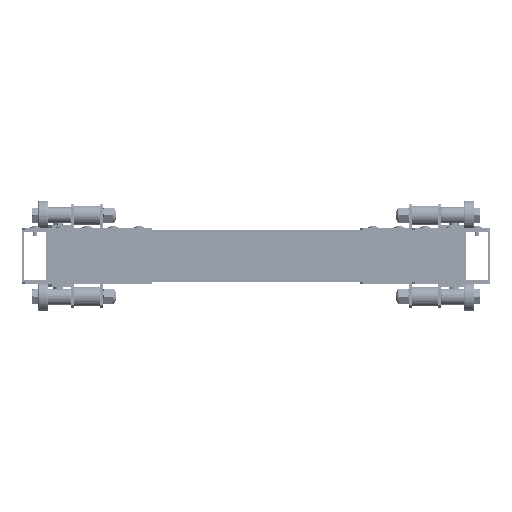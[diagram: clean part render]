
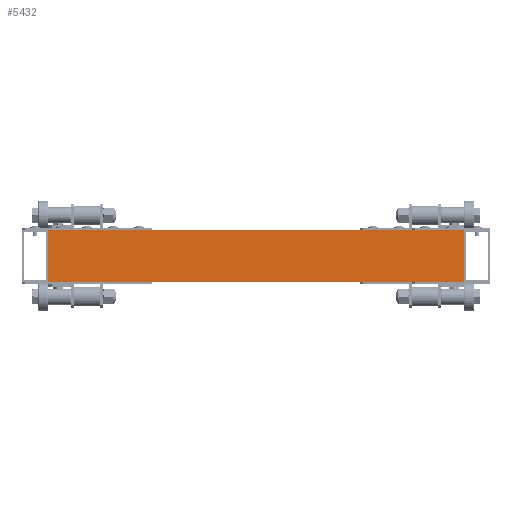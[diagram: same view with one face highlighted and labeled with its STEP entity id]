
A CAD part, front view. The second image highlights one B-rep face of the part: STEP entity #5432.
In plain terms, the highlighted face is planar.
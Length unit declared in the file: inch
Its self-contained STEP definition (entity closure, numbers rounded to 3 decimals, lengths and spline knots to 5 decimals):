
#93 = VECTOR ( 'NONE', #12793, 39.37008 ) ;
#1471 = CARTESIAN_POINT ( 'NONE',  ( 0., 16., 0. ) ) ;
#2103 = DIRECTION ( 'NONE',  ( -1., 0., 0. ) ) ;
#2136 = VECTOR ( 'NONE', #3639, 39.37008 ) ;
#2350 = VERTEX_POINT ( 'NONE', #2693 ) ;
#2650 = LINE ( 'NONE', #3417, #15696 ) ;
#2693 = CARTESIAN_POINT ( 'NONE',  ( 2., 16., 0. ) ) ;
#3385 = PLANE ( 'NONE',  #14633 ) ;
#3417 = CARTESIAN_POINT ( 'NONE',  ( 0., 16., 0. ) ) ;
#3510 = ORIENTED_EDGE ( 'NONE', *, *, #4926, .F. ) ;
#3639 = DIRECTION ( 'NONE',  ( 1., 0., 0. ) ) ;
#4629 = CARTESIAN_POINT ( 'NONE',  ( 0., 0., 0. ) ) ;
#4704 = ORIENTED_EDGE ( 'NONE', *, *, #21843, .T. ) ;
#4926 = EDGE_CURVE ( 'NONE', #16280, #2350, #18693, .T. ) ;
#5398 = VECTOR ( 'NONE', #14499, 39.37008 ) ;
#5432 = ADVANCED_FACE ( 'NONE', ( #14928 ), #3385, .F. ) ;
#7991 = ORIENTED_EDGE ( 'NONE', *, *, #20140, .F. ) ;
#10841 = CARTESIAN_POINT ( 'NONE',  ( 2., 0., 0. ) ) ;
#11411 = LINE ( 'NONE', #4629, #2136 ) ;
#11488 = EDGE_CURVE ( 'NONE', #16280, #22195, #2650, .T. ) ;
#11983 = DIRECTION ( 'NONE',  ( 0., 0., -1. ) ) ;
#12793 = DIRECTION ( 'NONE',  ( 0., -1., 0. ) ) ;
#13582 = EDGE_LOOP ( 'NONE', ( #4704, #7991, #3510, #16660 ) ) ;
#14499 = DIRECTION ( 'NONE',  ( 1., 0., 0. ) ) ;
#14523 = CARTESIAN_POINT ( 'NONE',  ( 0., 0., 0. ) ) ;
#14633 = AXIS2_PLACEMENT_3D ( 'NONE', #1471, #11983, #2103 ) ;
#14928 = FACE_OUTER_BOUND ( 'NONE', #13582, .T. ) ;
#15696 = VECTOR ( 'NONE', #19599, 39.37008 ) ;
#16280 = VERTEX_POINT ( 'NONE', #16869 ) ;
#16315 = LINE ( 'NONE', #19681, #93 ) ;
#16660 = ORIENTED_EDGE ( 'NONE', *, *, #11488, .T. ) ;
#16869 = CARTESIAN_POINT ( 'NONE',  ( 0., 16., 0. ) ) ;
#18693 = LINE ( 'NONE', #18734, #5398 ) ;
#18734 = CARTESIAN_POINT ( 'NONE',  ( 0., 16., 0. ) ) ;
#19599 = DIRECTION ( 'NONE',  ( 0., -1., 0. ) ) ;
#19681 = CARTESIAN_POINT ( 'NONE',  ( 2., 16., 0. ) ) ;
#20140 = EDGE_CURVE ( 'NONE', #2350, #21315, #16315, .T. ) ;
#21315 = VERTEX_POINT ( 'NONE', #10841 ) ;
#21843 = EDGE_CURVE ( 'NONE', #22195, #21315, #11411, .T. ) ;
#22195 = VERTEX_POINT ( 'NONE', #14523 ) ;
